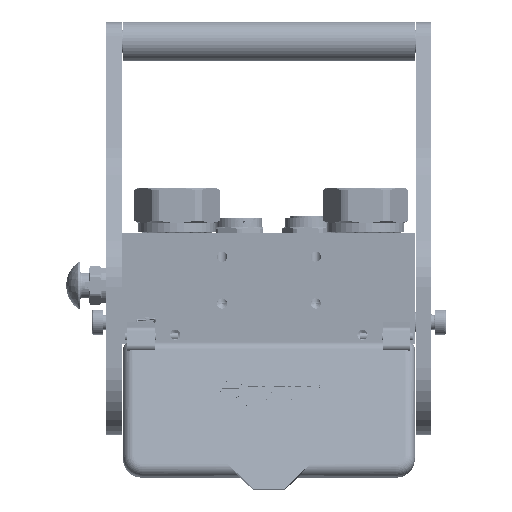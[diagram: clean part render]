
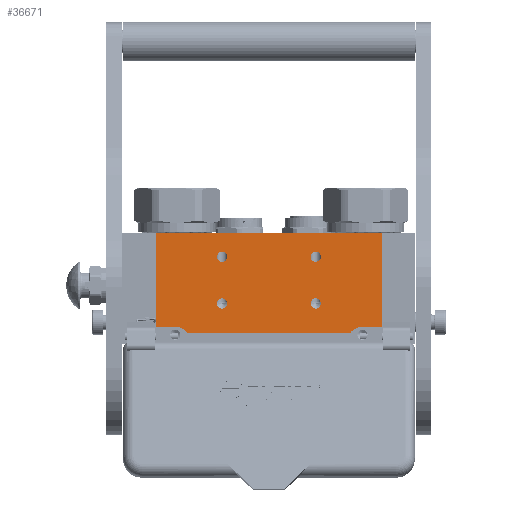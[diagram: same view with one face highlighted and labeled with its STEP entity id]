
A CAD part, left-side view. The second image highlights one B-rep face of the part: STEP entity #36671.
In plain terms, the highlighted face is planar.
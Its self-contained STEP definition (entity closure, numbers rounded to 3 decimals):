
#870 = VERTEX_POINT ( 'NONE', #64972 ) ;
#941 = DIRECTION ( 'NONE',  ( 0., -1., 0. ) ) ;
#2001 = CARTESIAN_POINT ( 'NONE',  ( 124., 48.3, -108. ) ) ;
#2920 = DIRECTION ( 'NONE',  ( 0., -1., 0. ) ) ;
#3441 = LINE ( 'NONE', #163191, #128177 ) ;
#3443 = EDGE_CURVE ( 'NONE', #41475, #31088, #84209, .T. ) ;
#3675 = AXIS2_PLACEMENT_3D ( 'NONE', #83759, #157406, #120859 ) ;
#3688 = DIRECTION ( 'NONE',  ( 0., -1., 0. ) ) ;
#6142 = VECTOR ( 'NONE', #146069, 1000. ) ;
#6622 = CARTESIAN_POINT ( 'NONE',  ( 124., 11.7, -108. ) ) ;
#6998 = CIRCLE ( 'NONE', #155058, 3.3 ) ;
#9446 = CARTESIAN_POINT ( 'NONE',  ( 124., 15., -108. ) ) ;
#10753 = DIRECTION ( 'NONE',  ( 0., 0., -1. ) ) ;
#15573 = DIRECTION ( 'NONE',  ( 0., 0., -1. ) ) ;
#16064 = LINE ( 'NONE', #31465, #6142 ) ;
#16144 = DIRECTION ( 'NONE',  ( 0.815, -0.58, 0. ) ) ;
#16505 = FACE_OUTER_BOUND ( 'NONE', #131738, .T. ) ;
#16826 = VECTOR ( 'NONE', #51585, 1000. ) ;
#19296 = CARTESIAN_POINT ( 'NONE',  ( 166.7, 0., -108. ) ) ;
#22704 = CARTESIAN_POINT ( 'NONE',  ( 64., 18.3, -108. ) ) ;
#24292 = CARTESIAN_POINT ( 'NONE',  ( 42.146, 64.2, -108. ) ) ;
#24690 = EDGE_CURVE ( 'NONE', #87577, #31088, #30836, .T. ) ;
#25204 = CARTESIAN_POINT ( 'NONE',  ( 145.854, 64.2, -108. ) ) ;
#25922 = AXIS2_PLACEMENT_3D ( 'NONE', #129910, #118753, #142064 ) ;
#27539 = DIRECTION ( 'NONE',  ( 0., 0., -1. ) ) ;
#30836 = CIRCLE ( 'NONE', #142560, 10. ) ;
#31088 = VERTEX_POINT ( 'NONE', #91686 ) ;
#31447 = ORIENTED_EDGE ( 'NONE', *, *, #24690, .F. ) ;
#31465 = CARTESIAN_POINT ( 'NONE',  ( 166.7, 0., -108. ) ) ;
#31651 = EDGE_CURVE ( 'NONE', #67087, #870, #61195, .T. ) ;
#32771 = DIRECTION ( 'NONE',  ( 0., 1., 0. ) ) ;
#32803 = EDGE_CURVE ( 'NONE', #86826, #67087, #3441, .T. ) ;
#33355 = CARTESIAN_POINT ( 'NONE',  ( 64., 11.7, -108. ) ) ;
#36498 = DIRECTION ( 'NONE',  ( 0., -1., 0. ) ) ;
#36671 = ADVANCED_FACE ( 'NONE', ( #69903, #44220, #81859, #133435, #16505 ), #107398, .T. ) ;
#37838 = AXIS2_PLACEMENT_3D ( 'NONE', #160344, #122704, #60607 ) ;
#39597 = VERTEX_POINT ( 'NONE', #2001 ) ;
#40498 = CARTESIAN_POINT ( 'NONE',  ( 21.3, 0., -108. ) ) ;
#40758 = VERTEX_POINT ( 'NONE', #131151 ) ;
#40881 = VECTOR ( 'NONE', #70137, 1000. ) ;
#41475 = VERTEX_POINT ( 'NONE', #96546 ) ;
#43439 = VERTEX_POINT ( 'NONE', #33355 ) ;
#44220 = FACE_BOUND ( 'NONE', #84151, .T. ) ;
#51243 = CARTESIAN_POINT ( 'NONE',  ( 154., 70., -108. ) ) ;
#51409 = EDGE_CURVE ( 'NONE', #71953, #115296, #6998, .T. ) ;
#51585 = DIRECTION ( 'NONE',  ( 0., 1., 0. ) ) ;
#52720 = CARTESIAN_POINT ( 'NONE',  ( 166.7, 60., -108. ) ) ;
#53403 = CIRCLE ( 'NONE', #106921, 3.3 ) ;
#56090 = DIRECTION ( 'NONE',  ( 1., 0., 0. ) ) ;
#58117 = EDGE_CURVE ( 'NONE', #92416, #39597, #60280, .T. ) ;
#58909 = ORIENTED_EDGE ( 'NONE', *, *, #79567, .F. ) ;
#60280 = CIRCLE ( 'NONE', #148584, 3.3 ) ;
#60607 = DIRECTION ( 'NONE',  ( 0., 1., 0. ) ) ;
#61195 = CIRCLE ( 'NONE', #113786, 10. ) ;
#61432 = CARTESIAN_POINT ( 'NONE',  ( 64., 41.7, -108. ) ) ;
#61433 = CARTESIAN_POINT ( 'NONE',  ( 124., 41.7, -108. ) ) ;
#62228 = ORIENTED_EDGE ( 'NONE', *, *, #121563, .T. ) ;
#63876 = CARTESIAN_POINT ( 'NONE',  ( 64., 48.3, -108. ) ) ;
#64793 = VERTEX_POINT ( 'NONE', #147703 ) ;
#64972 = CARTESIAN_POINT ( 'NONE',  ( 145.854, 64.2, -108. ) ) ;
#67087 = VERTEX_POINT ( 'NONE', #97239 ) ;
#67176 = EDGE_CURVE ( 'NONE', #144080, #41475, #123841, .T. ) ;
#69498 = VERTEX_POINT ( 'NONE', #6622 ) ;
#69903 = FACE_BOUND ( 'NONE', #75808, .T. ) ;
#70137 = DIRECTION ( 'NONE',  ( -1., 0., 0. ) ) ;
#71953 = VERTEX_POINT ( 'NONE', #61432 ) ;
#74328 = CIRCLE ( 'NONE', #118530, 3.3 ) ;
#75267 = EDGE_CURVE ( 'NONE', #118775, #43439, #163481, .T. ) ;
#75808 = EDGE_LOOP ( 'NONE', ( #104430, #115485 ) ) ;
#78112 = EDGE_CURVE ( 'NONE', #40758, #69498, #119194, .T. ) ;
#79567 = EDGE_CURVE ( 'NONE', #64793, #86826, #16064, .T. ) ;
#80038 = EDGE_CURVE ( 'NONE', #43439, #118775, #53403, .T. ) ;
#80180 = EDGE_LOOP ( 'NONE', ( #134914, #137739 ) ) ;
#81146 = ORIENTED_EDGE ( 'NONE', *, *, #78112, .F. ) ;
#81859 = FACE_BOUND ( 'NONE', #139968, .T. ) ;
#82039 = ORIENTED_EDGE ( 'NONE', *, *, #96880, .F. ) ;
#83759 = CARTESIAN_POINT ( 'NONE',  ( 64., 15., -108. ) ) ;
#84151 = EDGE_LOOP ( 'NONE', ( #126290, #81146 ) ) ;
#84209 = LINE ( 'NONE', #155857, #127799 ) ;
#86826 = VERTEX_POINT ( 'NONE', #52720 ) ;
#87577 = VERTEX_POINT ( 'NONE', #24292 ) ;
#91310 = CARTESIAN_POINT ( 'NONE',  ( 34., 70., -108. ) ) ;
#91686 = CARTESIAN_POINT ( 'NONE',  ( 34., 60., -108. ) ) ;
#92416 = VERTEX_POINT ( 'NONE', #61433 ) ;
#96415 = DIRECTION ( 'NONE',  ( 0., 0., -1. ) ) ;
#96546 = CARTESIAN_POINT ( 'NONE',  ( 21.3, 60., -108. ) ) ;
#96865 = DIRECTION ( 'NONE',  ( 0., 0., -1. ) ) ;
#96880 = EDGE_CURVE ( 'NONE', #870, #87577, #161445, .T. ) ;
#97239 = CARTESIAN_POINT ( 'NONE',  ( 154., 60., -108. ) ) ;
#98812 = ORIENTED_EDGE ( 'NONE', *, *, #31651, .F. ) ;
#99744 = ORIENTED_EDGE ( 'NONE', *, *, #51409, .F. ) ;
#104430 = ORIENTED_EDGE ( 'NONE', *, *, #58117, .F. ) ;
#106921 = AXIS2_PLACEMENT_3D ( 'NONE', #128299, #27539, #3688 ) ;
#107398 = PLANE ( 'NONE',  #125975 ) ;
#108388 = CIRCLE ( 'NONE', #148425, 3.3 ) ;
#109699 = EDGE_CURVE ( 'NONE', #115296, #71953, #74328, .T. ) ;
#110196 = LINE ( 'NONE', #19296, #40881 ) ;
#113786 = AXIS2_PLACEMENT_3D ( 'NONE', #51243, #152598, #941 ) ;
#115296 = VERTEX_POINT ( 'NONE', #63876 ) ;
#115485 = ORIENTED_EDGE ( 'NONE', *, *, #116017, .F. ) ;
#116017 = EDGE_CURVE ( 'NONE', #39597, #92416, #120633, .T. ) ;
#118530 = AXIS2_PLACEMENT_3D ( 'NONE', #121314, #96415, #32771 ) ;
#118753 = DIRECTION ( 'NONE',  ( 0., 0., -1. ) ) ;
#118775 = VERTEX_POINT ( 'NONE', #22704 ) ;
#119194 = CIRCLE ( 'NONE', #37838, 3.3 ) ;
#120123 = CARTESIAN_POINT ( 'NONE',  ( 166.7, 0., -108. ) ) ;
#120633 = CIRCLE ( 'NONE', #25922, 3.3 ) ;
#120859 = DIRECTION ( 'NONE',  ( 0., 1., 0. ) ) ;
#121314 = CARTESIAN_POINT ( 'NONE',  ( 64., 45., -108. ) ) ;
#121563 = EDGE_CURVE ( 'NONE', #64793, #144080, #110196, .T. ) ;
#121782 = DIRECTION ( 'NONE',  ( -1., 0., 0. ) ) ;
#122704 = DIRECTION ( 'NONE',  ( 0., 0., -1. ) ) ;
#123841 = LINE ( 'NONE', #40498, #16826 ) ;
#125409 = DIRECTION ( 'NONE',  ( -1., 0., 0. ) ) ;
#125744 = VECTOR ( 'NONE', #125409, 1000. ) ;
#125975 = AXIS2_PLACEMENT_3D ( 'NONE', #120123, #96865, #121782 ) ;
#126290 = ORIENTED_EDGE ( 'NONE', *, *, #148062, .F. ) ;
#127799 = VECTOR ( 'NONE', #56090, 1000. ) ;
#128177 = VECTOR ( 'NONE', #137778, 1000. ) ;
#128299 = CARTESIAN_POINT ( 'NONE',  ( 64., 15., -108. ) ) ;
#129910 = CARTESIAN_POINT ( 'NONE',  ( 124., 45., -108. ) ) ;
#130824 = DIRECTION ( 'NONE',  ( 0., 0., -1. ) ) ;
#131151 = CARTESIAN_POINT ( 'NONE',  ( 124., 18.3, -108. ) ) ;
#131738 = EDGE_LOOP ( 'NONE', ( #58909, #62228, #148377, #153238, #31447, #82039, #98812, #158477 ) ) ;
#133435 = FACE_BOUND ( 'NONE', #80180, .T. ) ;
#134914 = ORIENTED_EDGE ( 'NONE', *, *, #80038, .F. ) ;
#135698 = DIRECTION ( 'NONE',  ( 0., 0., -1. ) ) ;
#136431 = DIRECTION ( 'NONE',  ( 0., -1., 0. ) ) ;
#137739 = ORIENTED_EDGE ( 'NONE', *, *, #75267, .F. ) ;
#137778 = DIRECTION ( 'NONE',  ( -1., 0., 0. ) ) ;
#139254 = CARTESIAN_POINT ( 'NONE',  ( 21.3, 0., -108. ) ) ;
#139968 = EDGE_LOOP ( 'NONE', ( #99744, #150727 ) ) ;
#142064 = DIRECTION ( 'NONE',  ( 0., 1., 0. ) ) ;
#142560 = AXIS2_PLACEMENT_3D ( 'NONE', #91310, #15573, #16144 ) ;
#144057 = CARTESIAN_POINT ( 'NONE',  ( 124., 45., -108. ) ) ;
#144080 = VERTEX_POINT ( 'NONE', #139254 ) ;
#146069 = DIRECTION ( 'NONE',  ( 0., 1., 0. ) ) ;
#147703 = CARTESIAN_POINT ( 'NONE',  ( 166.7, 0., -108. ) ) ;
#148062 = EDGE_CURVE ( 'NONE', #69498, #40758, #108388, .T. ) ;
#148377 = ORIENTED_EDGE ( 'NONE', *, *, #67176, .T. ) ;
#148425 = AXIS2_PLACEMENT_3D ( 'NONE', #9446, #135698, #36498 ) ;
#148584 = AXIS2_PLACEMENT_3D ( 'NONE', #144057, #130824, #2920 ) ;
#149661 = CARTESIAN_POINT ( 'NONE',  ( 64., 45., -108. ) ) ;
#150727 = ORIENTED_EDGE ( 'NONE', *, *, #109699, .F. ) ;
#152598 = DIRECTION ( 'NONE',  ( 0., 0., -1. ) ) ;
#153238 = ORIENTED_EDGE ( 'NONE', *, *, #3443, .T. ) ;
#155058 = AXIS2_PLACEMENT_3D ( 'NONE', #149661, #10753, #136431 ) ;
#155857 = CARTESIAN_POINT ( 'NONE',  ( 21.3, 60., -108. ) ) ;
#157406 = DIRECTION ( 'NONE',  ( 0., 0., -1. ) ) ;
#158477 = ORIENTED_EDGE ( 'NONE', *, *, #32803, .F. ) ;
#160344 = CARTESIAN_POINT ( 'NONE',  ( 124., 15., -108. ) ) ;
#161445 = LINE ( 'NONE', #25204, #125744 ) ;
#163191 = CARTESIAN_POINT ( 'NONE',  ( 166.7, 60., -108. ) ) ;
#163481 = CIRCLE ( 'NONE', #3675, 3.3 ) ;
